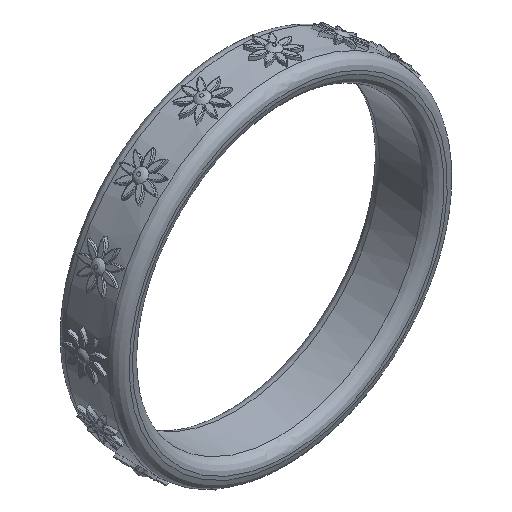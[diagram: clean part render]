
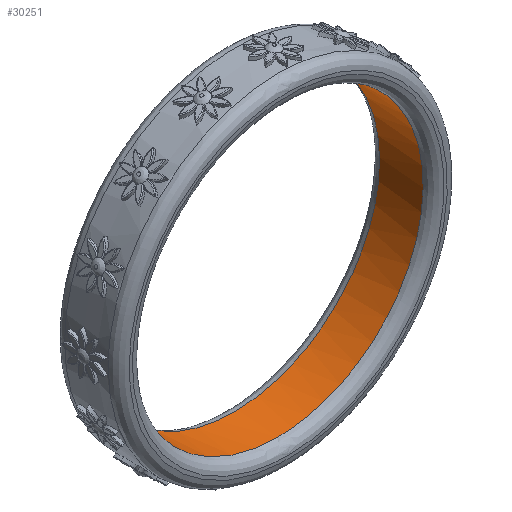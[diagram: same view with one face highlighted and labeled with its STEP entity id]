
A CAD part, isometric view. The second image highlights one B-rep face of the part: STEP entity #30251.
In plain terms, the highlighted free-form (B-spline) face has degree [2, 1] with [9, 2] control points.
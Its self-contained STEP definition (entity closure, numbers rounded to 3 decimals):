
#30192 = VERTEX_POINT('',#30193);
#30193 = CARTESIAN_POINT('',(0.,1.349,
    8.995));
#30199 = EDGE_CURVE('',#30192,#30200,#30202,.T.);
#30200 = VERTEX_POINT('',#30201);
#30201 = CARTESIAN_POINT('',(-8.995,1.349,
    0.));
#30202 = ( BOUNDED_CURVE() B_SPLINE_CURVE(2,(#30203,#30204,#30205),
.UNSPECIFIED.,.F.,.F.) B_SPLINE_CURVE_WITH_KNOTS((3,3),(1.571,
3.142),.PIECEWISE_BEZIER_KNOTS.) CURVE() 
GEOMETRIC_REPRESENTATION_ITEM() RATIONAL_B_SPLINE_CURVE((1.,
0.707,1.)) REPRESENTATION_ITEM('') );
#30203 = CARTESIAN_POINT('',(0.,1.349,
    8.995));
#30204 = CARTESIAN_POINT('',(-8.995,1.349,
    8.995));
#30205 = CARTESIAN_POINT('',(-8.995,1.349,
    0.));
#30207 = EDGE_CURVE('',#30200,#30192,#30208,.T.);
#30208 = ( BOUNDED_CURVE() B_SPLINE_CURVE(2,(#30209,#30210,#30211,#30212
,#30213),.UNSPECIFIED.,.F.,.F.) B_SPLINE_CURVE_WITH_KNOTS((3,2,3),(
    3.142,5.498,7.854),
.PIECEWISE_BEZIER_KNOTS.) CURVE() GEOMETRIC_REPRESENTATION_ITEM() 
RATIONAL_B_SPLINE_CURVE((1.,0.383,1.,0.383,1.)) 
REPRESENTATION_ITEM('') );
#30209 = CARTESIAN_POINT('',(-8.995,1.349,
    0.));
#30210 = CARTESIAN_POINT('',(-8.995,1.349,
    -21.716));
#30211 = CARTESIAN_POINT('',(6.361,1.349,-6.361
    ));
#30212 = CARTESIAN_POINT('',(21.716,1.349,
    8.995));
#30213 = CARTESIAN_POINT('',(0.,1.349,
    8.995));
#30251 = ADVANCED_FACE('',(#30252),#30280,.F.);
#30252 = FACE_BOUND('',#30253,.F.);
#30253 = EDGE_LOOP('',(#30254,#30264,#30269,#30270,#30271,#30272));
#30254 = ORIENTED_EDGE('',*,*,#30255,.T.);
#30255 = EDGE_CURVE('',#30256,#30258,#30260,.T.);
#30256 = VERTEX_POINT('',#30257);
#30257 = CARTESIAN_POINT('',(0.,-1.349,
    -8.995));
#30258 = VERTEX_POINT('',#30259);
#30259 = CARTESIAN_POINT('',(-8.995,-1.349,
    0.));
#30260 = ( BOUNDED_CURVE() B_SPLINE_CURVE(2,(#30261,#30262,#30263),
.UNSPECIFIED.,.F.,.F.) B_SPLINE_CURVE_WITH_KNOTS((3,3),(1.571,
3.142),.PIECEWISE_BEZIER_KNOTS.) CURVE() 
GEOMETRIC_REPRESENTATION_ITEM() RATIONAL_B_SPLINE_CURVE((1.,
0.707,1.)) REPRESENTATION_ITEM('') );
#30261 = CARTESIAN_POINT('',(0.,-1.349,
    -8.995));
#30262 = CARTESIAN_POINT('',(-8.995,-1.349,
    -8.995));
#30263 = CARTESIAN_POINT('',(-8.995,-1.349,
    0.));
#30264 = ORIENTED_EDGE('',*,*,#30265,.T.);
#30265 = EDGE_CURVE('',#30258,#30200,#30266,.T.);
#30266 = B_SPLINE_CURVE_WITH_KNOTS('',1,(#30267,#30268),.UNSPECIFIED.,
  .F.,.F.,(2,2),(-1.35,1.35),.PIECEWISE_BEZIER_KNOTS.);
#30267 = CARTESIAN_POINT('',(-8.995,-1.349,
    0.));
#30268 = CARTESIAN_POINT('',(-8.995,1.349,
    0.));
#30269 = ORIENTED_EDGE('',*,*,#30207,.T.);
#30270 = ORIENTED_EDGE('',*,*,#30199,.T.);
#30271 = ORIENTED_EDGE('',*,*,#30265,.F.);
#30272 = ORIENTED_EDGE('',*,*,#30273,.T.);
#30273 = EDGE_CURVE('',#30258,#30256,#30274,.T.);
#30274 = ( BOUNDED_CURVE() B_SPLINE_CURVE(2,(#30275,#30276,#30277,#30278
,#30279),.UNSPECIFIED.,.F.,.F.) B_SPLINE_CURVE_WITH_KNOTS((3,2,3),(
    3.142,5.498,7.854),
.PIECEWISE_BEZIER_KNOTS.) CURVE() GEOMETRIC_REPRESENTATION_ITEM() 
RATIONAL_B_SPLINE_CURVE((1.,0.383,1.,0.383,1.)) 
REPRESENTATION_ITEM('') );
#30275 = CARTESIAN_POINT('',(-8.995,-1.349,
    0.));
#30276 = CARTESIAN_POINT('',(-8.995,-1.349,
    21.716));
#30277 = CARTESIAN_POINT('',(6.361,-1.349,6.361
    ));
#30278 = CARTESIAN_POINT('',(21.716,-1.349,
    -8.995));
#30279 = CARTESIAN_POINT('',(0.,-1.349,
    -8.995));
#30280 = ( BOUNDED_SURFACE() B_SPLINE_SURFACE(2,1,(
    (#30281,#30282)
    ,(#30283,#30284)
    ,(#30285,#30286)
    ,(#30287,#30288)
    ,(#30289,#30290)
    ,(#30291,#30292)
    ,(#30293,#30294)
    ,(#30295,#30296)
    ,(#30297,#30298
)),.UNSPECIFIED.,.T.,.F.,.F.) B_SPLINE_SURFACE_WITH_KNOTS((3,2,2,2,3),(2
    ,2),(3.142,4.189,6.283,8.378,
    9.425),(-1.35,1.35),.UNSPECIFIED.) 
GEOMETRIC_REPRESENTATION_ITEM() RATIONAL_B_SPLINE_SURFACE((
    (0.75,0.75)
    ,(0.75,0.75)
    ,(1.,1.)
    ,(0.5,0.5)
    ,(1.,1.)
    ,(0.5,0.5)
    ,(1.,1.)
    ,(0.75,0.75)
,(0.75,0.75))) REPRESENTATION_ITEM('') SURFACE() );
#30281 = CARTESIAN_POINT('',(-8.995,-1.349,
    0.));
#30282 = CARTESIAN_POINT('',(-8.995,1.349,
    0.));
#30283 = CARTESIAN_POINT('',(-8.995,-1.349,
    5.193));
#30284 = CARTESIAN_POINT('',(-8.995,1.349,
    5.193));
#30285 = CARTESIAN_POINT('',(-4.498,-1.349,
    7.79));
#30286 = CARTESIAN_POINT('',(-4.498,1.349,
    7.79));
#30287 = CARTESIAN_POINT('',(8.995,-1.349,
    15.58));
#30288 = CARTESIAN_POINT('',(8.995,1.349,
    15.58));
#30289 = CARTESIAN_POINT('',(8.995,-1.349,0.));
#30290 = CARTESIAN_POINT('',(8.995,1.349,0.));
#30291 = CARTESIAN_POINT('',(8.995,-1.349,
    -15.58));
#30292 = CARTESIAN_POINT('',(8.995,1.349,
    -15.58));
#30293 = CARTESIAN_POINT('',(-4.498,-1.349,
    -7.79));
#30294 = CARTESIAN_POINT('',(-4.498,1.349,
    -7.79));
#30295 = CARTESIAN_POINT('',(-8.995,-1.349,
    -5.193));
#30296 = CARTESIAN_POINT('',(-8.995,1.349,
    -5.193));
#30297 = CARTESIAN_POINT('',(-8.995,-1.349,
    0.));
#30298 = CARTESIAN_POINT('',(-8.995,1.349,
    0.));
